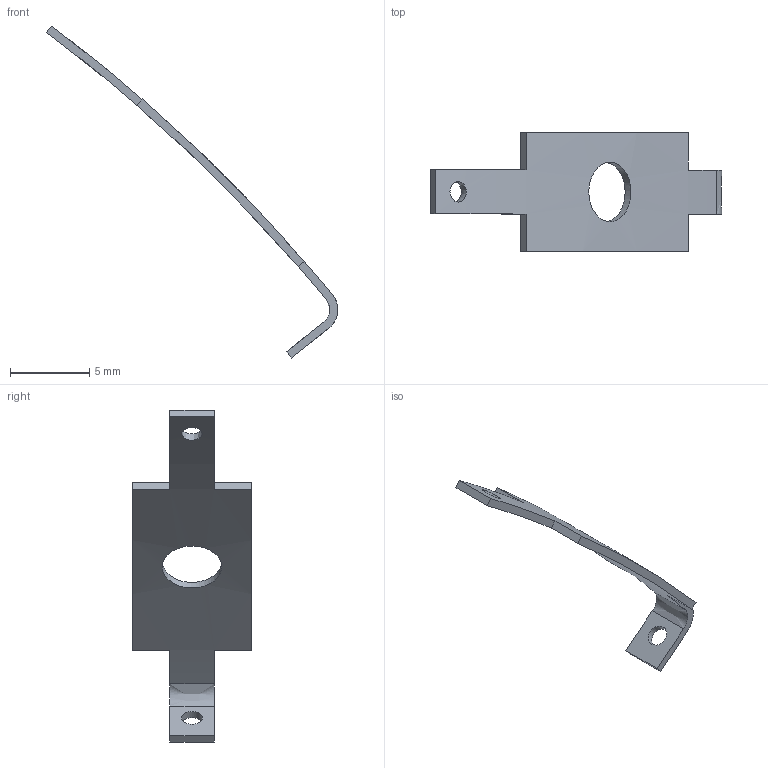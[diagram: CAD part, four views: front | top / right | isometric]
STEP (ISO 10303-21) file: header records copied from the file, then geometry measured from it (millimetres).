
FILE_DESCRIPTION(/* description */ (''),/* implementation_level */ '2;1');
FILE_NAME(/* name */ 'digikey-mockup-A114140-ND_8in.stp',/* time_stamp */ '2020-10-09T13:14:12-05:00',/* author */ ('dsouthall'),/* organization */ (''),/* preprocessor_version */ 'ST-DEVELOPER v18.1',/* originating_system */ 'Autodesk Inventor 2021',/* authorisation */ '');
FILE_SCHEMA (('AUTOMOTIVE_DESIGN { 1 0 10303 214 3 1 1 }'));
Length unit declared in the file: inch
Products named in the file (1): digikey-mockup-A114140-ND
Bounding box: 18.41 x 7.49 x 20.97 mm (x, y, z)
Volume: 69.4 mm3; surface area: 321.3 mm2
Topology: 1 solids, 1 shells, 22 faces, 62 edges, 42 vertices
Faces by surface type: plane 13, bspline 5, cylinder 3, torus 1
Entity records: 987 total; most frequent: CARTESIAN_POINT 375, ORIENTED_EDGE 124, DIRECTION 106, EDGE_CURVE 62, VERTEX_POINT 42, AXIS2_PLACEMENT_3D 37, LINE 32, VECTOR 32
